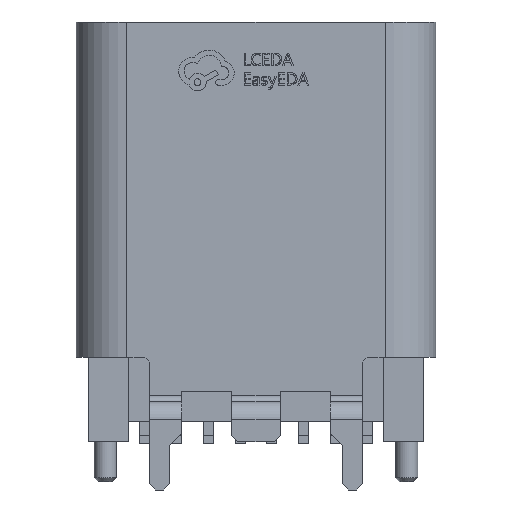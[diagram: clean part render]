
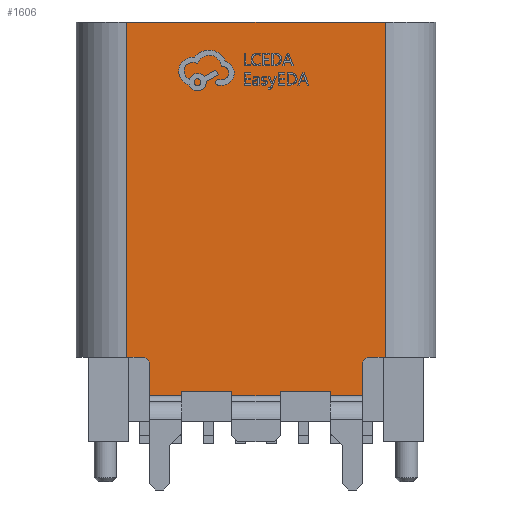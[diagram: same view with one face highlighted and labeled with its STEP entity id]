
A CAD part, front view. The second image highlights one B-rep face of the part: STEP entity #1606.
In plain terms, the highlighted planar face has unit normal (0, -1, 0).
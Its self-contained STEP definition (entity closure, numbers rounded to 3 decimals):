
#37 = ORIENTED_EDGE ( 'NONE', *, *, #3417, .F. ) ;
#318 = VERTEX_POINT ( 'NONE', #9630 ) ;
#321 = ORIENTED_EDGE ( 'NONE', *, *, #27597, .T. ) ;
#396 = VERTEX_POINT ( 'NONE', #17164 ) ;
#436 = DIRECTION ( 'NONE',  ( 0., 0., 1. ) ) ;
#589 = LINE ( 'NONE', #6640, #6364 ) ;
#612 = AXIS2_PLACEMENT_3D ( 'NONE', #5327, #19897, #436 ) ;
#720 = CARTESIAN_POINT ( 'NONE',  ( -2.825, -1.58, -4.175 ) ) ;
#842 = CARTESIAN_POINT ( 'NONE',  ( -3.22, -1.58, 4.175 ) ) ;
#944 = ORIENTED_EDGE ( 'NONE', *, *, #4285, .T. ) ;
#1009 = CARTESIAN_POINT ( 'NONE',  ( -3.22, -1.58, -4.175 ) ) ;
#1054 = CIRCLE ( 'NONE', #612, 0.175 ) ;
#1063 = DIRECTION ( 'NONE',  ( 0., -1., 0. ) ) ;
#1150 = ORIENTED_EDGE ( 'NONE', *, *, #8540, .F. ) ;
#1387 = EDGE_CURVE ( 'NONE', #15704, #9958, #8439, .T. ) ;
#1606 = ADVANCED_FACE ( 'NONE', ( #20225 ), #5131, .T. ) ;
#1895 = AXIS2_PLACEMENT_3D ( 'NONE', #9372, #27089, #24687 ) ;
#2035 = LINE ( 'NONE', #23319, #17299 ) ;
#2488 = CARTESIAN_POINT ( 'NONE',  ( -0.6, -1.58, -5.025 ) ) ;
#2552 = EDGE_CURVE ( 'NONE', #10859, #10808, #21063, .T. ) ;
#2618 = ORIENTED_EDGE ( 'NONE', *, *, #16937, .F. ) ;
#2733 = DIRECTION ( 'NONE',  ( 0., 0., -1. ) ) ;
#2762 = EDGE_CURVE ( 'NONE', #26470, #22495, #18631, .T. ) ;
#2962 = VERTEX_POINT ( 'NONE', #26800 ) ;
#3035 = DIRECTION ( 'NONE',  ( 0., 0., 1. ) ) ;
#3037 = VERTEX_POINT ( 'NONE', #842 ) ;
#3392 = ORIENTED_EDGE ( 'NONE', *, *, #22605, .F. ) ;
#3417 = EDGE_CURVE ( 'NONE', #13273, #318, #22801, .T. ) ;
#4122 = VERTEX_POINT ( 'NONE', #17727 ) ;
#4251 = CARTESIAN_POINT ( 'NONE',  ( -0.6, -1.58, -4.35 ) ) ;
#4285 = EDGE_CURVE ( 'NONE', #17232, #22577, #23088, .T. ) ;
#4427 = CARTESIAN_POINT ( 'NONE',  ( -3.22, -1.58, -4.175 ) ) ;
#4759 = LINE ( 'NONE', #5029, #15781 ) ;
#4787 = ORIENTED_EDGE ( 'NONE', *, *, #14643, .F. ) ;
#4883 = ORIENTED_EDGE ( 'NONE', *, *, #8115, .T. ) ;
#5029 = CARTESIAN_POINT ( 'NONE',  ( -1.85, -1.58, -5.025 ) ) ;
#5131 = PLANE ( 'NONE',  #6231 ) ;
#5252 = CARTESIAN_POINT ( 'NONE',  ( 2.65, -1.58, -5.125 ) ) ;
#5327 = CARTESIAN_POINT ( 'NONE',  ( -2.825, -1.58, -4.35 ) ) ;
#5853 = CARTESIAN_POINT ( 'NONE',  ( 3.22, -1.58, -4.175 ) ) ;
#5874 = CARTESIAN_POINT ( 'NONE',  ( 2.825, -1.58, -4.175 ) ) ;
#5888 = CARTESIAN_POINT ( 'NONE',  ( -1.85, -1.58, -5.125 ) ) ;
#6156 = ORIENTED_EDGE ( 'NONE', *, *, #27111, .T. ) ;
#6231 = AXIS2_PLACEMENT_3D ( 'NONE', #11682, #1063, #3035 ) ;
#6364 = VECTOR ( 'NONE', #17625, 1000. ) ;
#6568 = ORIENTED_EDGE ( 'NONE', *, *, #12341, .F. ) ;
#6640 = CARTESIAN_POINT ( 'NONE',  ( 3.22, -1.58, -4.175 ) ) ;
#7175 = DIRECTION ( 'NONE',  ( -1., 0., 0. ) ) ;
#7558 = LINE ( 'NONE', #16267, #13607 ) ;
#7844 = ORIENTED_EDGE ( 'NONE', *, *, #20178, .F. ) ;
#7927 = CARTESIAN_POINT ( 'NONE',  ( -2.65, -1.58, -4.35 ) ) ;
#8005 = DIRECTION ( 'NONE',  ( 1., 0., 0. ) ) ;
#8115 = EDGE_CURVE ( 'NONE', #4122, #10808, #7558, .T. ) ;
#8186 = VECTOR ( 'NONE', #25903, 1000. ) ;
#8230 = DIRECTION ( 'NONE',  ( 1., 0., 0. ) ) ;
#8439 = LINE ( 'NONE', #5853, #24281 ) ;
#8540 = EDGE_CURVE ( 'NONE', #3037, #26805, #27698, .T. ) ;
#8807 = VECTOR ( 'NONE', #10732, 1000. ) ;
#8865 = ORIENTED_EDGE ( 'NONE', *, *, #22160, .T. ) ;
#9372 = CARTESIAN_POINT ( 'NONE',  ( 2.825, -1.58, -4.35 ) ) ;
#9390 = ORIENTED_EDGE ( 'NONE', *, *, #13611, .T. ) ;
#9619 = VECTOR ( 'NONE', #25514, 1000. ) ;
#9630 = CARTESIAN_POINT ( 'NONE',  ( -1.85, -1.58, -5.025 ) ) ;
#9667 = CARTESIAN_POINT ( 'NONE',  ( 0.6, -1.58, -5.025 ) ) ;
#9950 = LINE ( 'NONE', #1009, #14123 ) ;
#9958 = VERTEX_POINT ( 'NONE', #720 ) ;
#10732 = DIRECTION ( 'NONE',  ( 0., 0., -1. ) ) ;
#10808 = VERTEX_POINT ( 'NONE', #26821 ) ;
#10859 = VERTEX_POINT ( 'NONE', #9667 ) ;
#11615 = CARTESIAN_POINT ( 'NONE',  ( 3.22, -1.58, -4.175 ) ) ;
#11682 = CARTESIAN_POINT ( 'NONE',  ( 3.22, -1.58, -4.175 ) ) ;
#11729 = CARTESIAN_POINT ( 'NONE',  ( -2.65, -1.58, -5.125 ) ) ;
#12341 = EDGE_CURVE ( 'NONE', #318, #22577, #25887, .T. ) ;
#12570 = ORIENTED_EDGE ( 'NONE', *, *, #1387, .T. ) ;
#12855 = DIRECTION ( 'NONE',  ( 1., 0., 0. ) ) ;
#13273 = VERTEX_POINT ( 'NONE', #2488 ) ;
#13521 = LINE ( 'NONE', #20061, #19097 ) ;
#13607 = VECTOR ( 'NONE', #24884, 1000. ) ;
#13611 = EDGE_CURVE ( 'NONE', #396, #26470, #15064, .T. ) ;
#13751 = LINE ( 'NONE', #26929, #20939 ) ;
#14123 = VECTOR ( 'NONE', #20312, 1000. ) ;
#14249 = DIRECTION ( 'NONE',  ( 1., 0., 0. ) ) ;
#14572 = VECTOR ( 'NONE', #8230, 1000. ) ;
#14643 = EDGE_CURVE ( 'NONE', #26933, #23771, #13751, .T. ) ;
#14866 = CARTESIAN_POINT ( 'NONE',  ( 3.22, -1.58, 4.175 ) ) ;
#15057 = CARTESIAN_POINT ( 'NONE',  ( 2.65, -1.58, -4.175 ) ) ;
#15064 = CIRCLE ( 'NONE', #1895, 0.175 ) ;
#15704 = VERTEX_POINT ( 'NONE', #4427 ) ;
#15781 = VECTOR ( 'NONE', #22364, 1000. ) ;
#16096 = CARTESIAN_POINT ( 'NONE',  ( 1.85, -1.58, -5.125 ) ) ;
#16175 = ORIENTED_EDGE ( 'NONE', *, *, #23838, .T. ) ;
#16267 = CARTESIAN_POINT ( 'NONE',  ( -0.6, -1.58, -5.125 ) ) ;
#16534 = DIRECTION ( 'NONE',  ( 0., 0., -1. ) ) ;
#16673 = CARTESIAN_POINT ( 'NONE',  ( 0.6, -1.58, -4.35 ) ) ;
#16786 = LINE ( 'NONE', #4251, #23668 ) ;
#16867 = CARTESIAN_POINT ( 'NONE',  ( -1.85, -1.58, -5.025 ) ) ;
#16937 = EDGE_CURVE ( 'NONE', #15704, #3037, #9950, .T. ) ;
#17082 = DIRECTION ( 'NONE',  ( 0., 0., -1. ) ) ;
#17164 = CARTESIAN_POINT ( 'NONE',  ( 2.65, -1.58, -4.35 ) ) ;
#17232 = VERTEX_POINT ( 'NONE', #11729 ) ;
#17299 = VECTOR ( 'NONE', #19090, 1000. ) ;
#17406 = CARTESIAN_POINT ( 'NONE',  ( -1.85, -1.58, -4.175 ) ) ;
#17625 = DIRECTION ( 'NONE',  ( 0., 0., 1. ) ) ;
#17727 = CARTESIAN_POINT ( 'NONE',  ( -0.6, -1.58, -5.125 ) ) ;
#18621 = EDGE_CURVE ( 'NONE', #25503, #17232, #13521, .T. ) ;
#18631 = LINE ( 'NONE', #25547, #23829 ) ;
#18875 = EDGE_LOOP ( 'NONE', ( #37, #8865, #4883, #25389, #7844, #6156, #4787, #3392, #9390, #27869, #16175, #1150, #2618, #12570, #321, #21009, #944, #6568 ) ) ;
#19090 = DIRECTION ( 'NONE',  ( 0., 0., -1. ) ) ;
#19097 = VECTOR ( 'NONE', #2733, 1000. ) ;
#19897 = DIRECTION ( 'NONE',  ( 0., 1., 0. ) ) ;
#20061 = CARTESIAN_POINT ( 'NONE',  ( -2.65, -1.58, -4.175 ) ) ;
#20178 = EDGE_CURVE ( 'NONE', #2962, #10859, #4759, .T. ) ;
#20225 = FACE_OUTER_BOUND ( 'NONE', #18875, .T. ) ;
#20312 = DIRECTION ( 'NONE',  ( 0., 0., 1. ) ) ;
#20939 = VECTOR ( 'NONE', #7175, 1000. ) ;
#21009 = ORIENTED_EDGE ( 'NONE', *, *, #18621, .T. ) ;
#21063 = LINE ( 'NONE', #16673, #24683 ) ;
#21542 = LINE ( 'NONE', #15057, #9619 ) ;
#22160 = EDGE_CURVE ( 'NONE', #13273, #4122, #16786, .T. ) ;
#22364 = DIRECTION ( 'NONE',  ( -1., 0., 0. ) ) ;
#22495 = VERTEX_POINT ( 'NONE', #11615 ) ;
#22577 = VERTEX_POINT ( 'NONE', #5888 ) ;
#22605 = EDGE_CURVE ( 'NONE', #396, #26933, #21542, .T. ) ;
#22801 = LINE ( 'NONE', #16867, #8186 ) ;
#23088 = LINE ( 'NONE', #27482, #25020 ) ;
#23319 = CARTESIAN_POINT ( 'NONE',  ( 1.85, -1.58, -4.175 ) ) ;
#23668 = VECTOR ( 'NONE', #17082, 1000. ) ;
#23771 = VERTEX_POINT ( 'NONE', #16096 ) ;
#23829 = VECTOR ( 'NONE', #14249, 1000. ) ;
#23838 = EDGE_CURVE ( 'NONE', #22495, #26805, #589, .T. ) ;
#24281 = VECTOR ( 'NONE', #12855, 1000. ) ;
#24683 = VECTOR ( 'NONE', #16534, 1000. ) ;
#24687 = DIRECTION ( 'NONE',  ( 0., 0., 1. ) ) ;
#24884 = DIRECTION ( 'NONE',  ( 1., 0., 0. ) ) ;
#25020 = VECTOR ( 'NONE', #8005, 1000. ) ;
#25273 = CARTESIAN_POINT ( 'NONE',  ( 3.22, -1.58, 4.175 ) ) ;
#25389 = ORIENTED_EDGE ( 'NONE', *, *, #2552, .F. ) ;
#25503 = VERTEX_POINT ( 'NONE', #7927 ) ;
#25514 = DIRECTION ( 'NONE',  ( 0., 0., -1. ) ) ;
#25547 = CARTESIAN_POINT ( 'NONE',  ( 3.22, -1.58, -4.175 ) ) ;
#25887 = LINE ( 'NONE', #17406, #8807 ) ;
#25903 = DIRECTION ( 'NONE',  ( -1., 0., 0. ) ) ;
#26470 = VERTEX_POINT ( 'NONE', #5874 ) ;
#26800 = CARTESIAN_POINT ( 'NONE',  ( 1.85, -1.58, -5.025 ) ) ;
#26805 = VERTEX_POINT ( 'NONE', #14866 ) ;
#26821 = CARTESIAN_POINT ( 'NONE',  ( 0.6, -1.58, -5.125 ) ) ;
#26929 = CARTESIAN_POINT ( 'NONE',  ( 2.65, -1.58, -5.125 ) ) ;
#26933 = VERTEX_POINT ( 'NONE', #5252 ) ;
#27089 = DIRECTION ( 'NONE',  ( 0., 1., 0. ) ) ;
#27111 = EDGE_CURVE ( 'NONE', #2962, #23771, #2035, .T. ) ;
#27482 = CARTESIAN_POINT ( 'NONE',  ( -2.65, -1.58, -5.125 ) ) ;
#27597 = EDGE_CURVE ( 'NONE', #9958, #25503, #1054, .T. ) ;
#27698 = LINE ( 'NONE', #25273, #14572 ) ;
#27869 = ORIENTED_EDGE ( 'NONE', *, *, #2762, .T. ) ;
